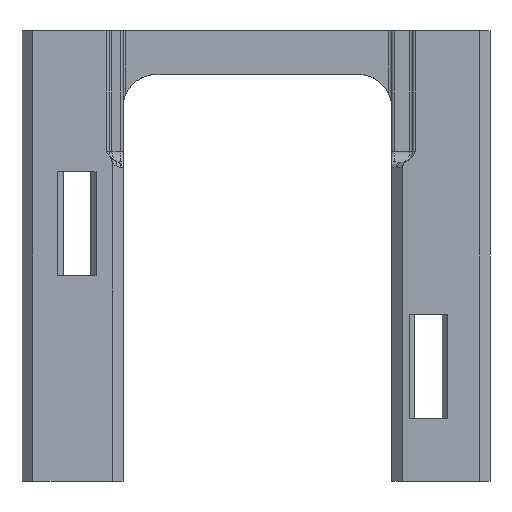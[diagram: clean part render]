
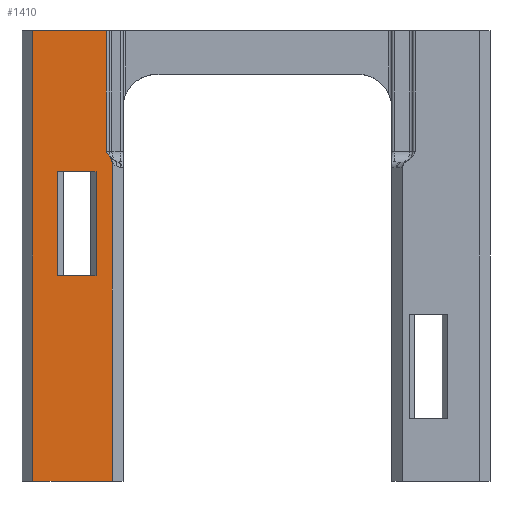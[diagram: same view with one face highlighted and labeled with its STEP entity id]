
A CAD part, left-side view. The second image highlights one B-rep face of the part: STEP entity #1410.
In plain terms, the highlighted planar face has unit normal (-1, 0, 0).
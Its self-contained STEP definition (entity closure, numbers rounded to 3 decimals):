
#104=FACE_BOUND('',#219,.T.);
#112=B_SPLINE_CURVE_WITH_KNOTS('',3,(#2058,#2059,#2060,#2061),
 .UNSPECIFIED.,.F.,.F.,(4,4),(0.054,0.079),
 .UNSPECIFIED.);
#113=B_SPLINE_CURVE_WITH_KNOTS('',3,(#2063,#2064,#2065,#2066,#2067,#2068),
 .UNSPECIFIED.,.F.,.F.,(4,2,4),(0.,0.011,0.022),
 .UNSPECIFIED.);
#114=B_SPLINE_CURVE_WITH_KNOTS('',3,(#2070,#2071,#2072,#2073,#2074,#2075),
 .UNSPECIFIED.,.F.,.F.,(4,2,4),(0.,0.045,0.066),
 .UNSPECIFIED.);
#132=FACE_OUTER_BOUND('',#218,.T.);
#218=EDGE_LOOP('',(#941,#942,#943,#944,#945,#946,#947,#948));
#219=EDGE_LOOP('',(#949,#950,#951,#952));
#317=LINE('',#2052,#457);
#318=LINE('',#2054,#458);
#319=LINE('',#2056,#459);
#320=LINE('',#2077,#460);
#321=LINE('',#2078,#461);
#322=LINE('',#2081,#462);
#323=LINE('',#2083,#463);
#324=LINE('',#2085,#464);
#325=LINE('',#2086,#465);
#457=VECTOR('',#1649,10.);
#458=VECTOR('',#1650,10.);
#459=VECTOR('',#1651,10.);
#460=VECTOR('',#1652,10.);
#461=VECTOR('',#1653,10.);
#462=VECTOR('',#1654,10.);
#463=VECTOR('',#1655,10.);
#464=VECTOR('',#1656,10.);
#465=VECTOR('',#1657,10.);
#597=VERTEX_POINT('',#2050);
#598=VERTEX_POINT('',#2051);
#599=VERTEX_POINT('',#2053);
#600=VERTEX_POINT('',#2055);
#601=VERTEX_POINT('',#2057);
#602=VERTEX_POINT('',#2062);
#603=VERTEX_POINT('',#2069);
#604=VERTEX_POINT('',#2076);
#605=VERTEX_POINT('',#2079);
#606=VERTEX_POINT('',#2080);
#607=VERTEX_POINT('',#2082);
#608=VERTEX_POINT('',#2084);
#729=EDGE_CURVE('',#597,#598,#317,.T.);
#730=EDGE_CURVE('',#597,#599,#318,.F.);
#731=EDGE_CURVE('',#600,#599,#319,.T.);
#732=EDGE_CURVE('',#601,#600,#112,.T.);
#733=EDGE_CURVE('',#602,#601,#113,.T.);
#734=EDGE_CURVE('',#603,#602,#114,.T.);
#735=EDGE_CURVE('',#604,#603,#320,.T.);
#736=EDGE_CURVE('',#604,#598,#321,.F.);
#737=EDGE_CURVE('',#605,#606,#322,.T.);
#738=EDGE_CURVE('',#605,#607,#323,.F.);
#739=EDGE_CURVE('',#608,#607,#324,.T.);
#740=EDGE_CURVE('',#608,#606,#325,.T.);
#941=ORIENTED_EDGE('',*,*,#729,.F.);
#942=ORIENTED_EDGE('',*,*,#730,.T.);
#943=ORIENTED_EDGE('',*,*,#731,.F.);
#944=ORIENTED_EDGE('',*,*,#732,.F.);
#945=ORIENTED_EDGE('',*,*,#733,.F.);
#946=ORIENTED_EDGE('',*,*,#734,.F.);
#947=ORIENTED_EDGE('',*,*,#735,.F.);
#948=ORIENTED_EDGE('',*,*,#736,.T.);
#949=ORIENTED_EDGE('',*,*,#737,.F.);
#950=ORIENTED_EDGE('',*,*,#738,.T.);
#951=ORIENTED_EDGE('',*,*,#739,.F.);
#952=ORIENTED_EDGE('',*,*,#740,.T.);
#1360=PLANE('',#1510);
#1410=ADVANCED_FACE('',(#132,#104),#1360,.T.);
#1510=AXIS2_PLACEMENT_3D('',#2049,#1647,#1648);
#1647=DIRECTION('center_axis',(-1.,0.,
0.));
#1648=DIRECTION('ref_axis',(0.,0.,
1.));
#1649=DIRECTION('',(0.,0.,1.));
#1650=DIRECTION('',(0.,1.,0.));
#1651=DIRECTION('',(0.,0.,-1.));
#1652=DIRECTION('',(0.,0.,-1.));
#1653=DIRECTION('',(0.,-1.,0.));
#1654=DIRECTION('',(0.,0.,-1.));
#1655=DIRECTION('',(0.,1.,0.));
#1656=DIRECTION('',(0.,0.,1.));
#1657=DIRECTION('',(0.,1.,0.));
#2049=CARTESIAN_POINT('Origin',(24.225,-13.346,37.553));
#2050=CARTESIAN_POINT('',(24.225,-10.996,-3.447));
#2051=CARTESIAN_POINT('',(24.225,-10.996,37.599));
#2052=CARTESIAN_POINT('',(24.225,-10.996,37.553));
#2053=CARTESIAN_POINT('',(24.225,-18.196,-3.447));
#2054=CARTESIAN_POINT('',(24.225,-31.302,-3.447));
#2055=CARTESIAN_POINT('',(24.225,-18.196,25.568));
#2056=CARTESIAN_POINT('',(24.225,-18.196,36.589));
#2057=CARTESIAN_POINT('',(24.225,-18.154,25.815));
#2058=CARTESIAN_POINT('Ctrl Pts',(24.225,-18.154,25.815));
#2059=CARTESIAN_POINT('Ctrl Pts',(24.225,-18.178,25.734));
#2060=CARTESIAN_POINT('Ctrl Pts',(24.225,-18.196,25.649));
#2061=CARTESIAN_POINT('Ctrl Pts',(24.225,-18.196,25.568));
#2062=CARTESIAN_POINT('',(24.225,-18.049,26.007));
#2063=CARTESIAN_POINT('Ctrl Pts',(24.225,-18.049,26.007));
#2064=CARTESIAN_POINT('Ctrl Pts',(24.225,-18.074,25.98));
#2065=CARTESIAN_POINT('Ctrl Pts',(24.225,-18.095,25.949));
#2066=CARTESIAN_POINT('Ctrl Pts',(24.225,-18.13,25.884));
#2067=CARTESIAN_POINT('Ctrl Pts',(24.225,-18.143,25.851));
#2068=CARTESIAN_POINT('Ctrl Pts',(24.225,-18.154,25.815));
#2069=CARTESIAN_POINT('',(24.225,-17.681,26.6));
#2070=CARTESIAN_POINT('Ctrl Pts',(24.225,-17.681,26.6));
#2071=CARTESIAN_POINT('Ctrl Pts',(24.225,-17.748,26.466));
#2072=CARTESIAN_POINT('Ctrl Pts',(24.225,-17.822,26.318));
#2073=CARTESIAN_POINT('Ctrl Pts',(24.225,-17.955,26.121));
#2074=CARTESIAN_POINT('Ctrl Pts',(24.225,-18.,26.062));
#2075=CARTESIAN_POINT('Ctrl Pts',(24.225,-18.049,26.007));
#2076=CARTESIAN_POINT('',(24.225,-17.681,37.599));
#2077=CARTESIAN_POINT('',(24.225,-17.681,17.053));
#2078=CARTESIAN_POINT('',(24.225,-15.021,37.599));
#2079=CARTESIAN_POINT('',(24.225,-13.235,24.77));
#2080=CARTESIAN_POINT('',(24.225,-13.235,15.27));
#2081=CARTESIAN_POINT('',(24.225,-13.235,26.411));
#2082=CARTESIAN_POINT('',(24.225,-16.735,24.77));
#2083=CARTESIAN_POINT('',(24.225,-13.54,24.77));
#2084=CARTESIAN_POINT('',(24.225,-16.735,15.27));
#2085=CARTESIAN_POINT('',(24.225,-16.735,31.161));
#2086=CARTESIAN_POINT('',(24.225,-14.79,15.27));
